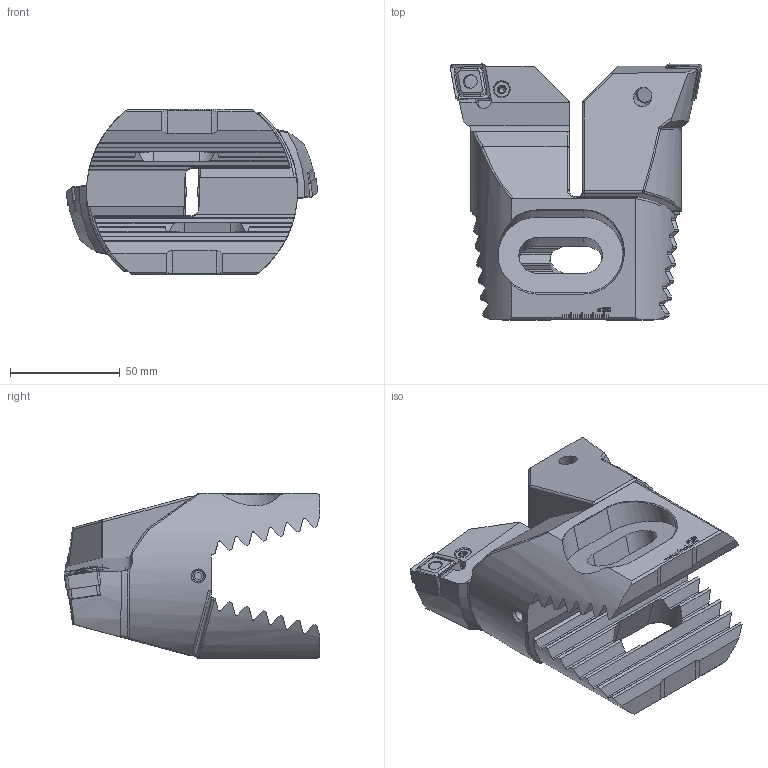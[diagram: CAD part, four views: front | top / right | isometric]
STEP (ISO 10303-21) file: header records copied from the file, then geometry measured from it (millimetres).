
FILE_DESCRIPTION (( 'STEP AP214' ), '1' );
FILE_NAME ('Z94.WCE.B11.067.STEP', '2020-08-14T11:33:09', ( '' ), ( '' ), 'SwSTEP 2.0', 'SolidWorks 2017', '' );
FILE_SCHEMA (( 'AUTOMOTIVE_DESIGN' ));
Length unit declared in the file: millimetre
Products named in the file (9): Z94-xxx.001.067_C_CN16; Z94.WCE.B11.067; WCE-ER1.101.000; Z72-ER3.001.030; WCE; CNMG160612; WCE-ER4.101.020_A; WCE-ER3.101.000_A; WCE-ER2.101.004_A
Assembly tree (14 placements, depth 3):
  Z94.WCE.B11.067
    Z94-xxx.001.067_C_CN16  x2
    WCE  x2
      WCE-ER4.101.020_A
      WCE-ER3.101.000_A
    WCE-ER1.101.000  x2
    WCE-ER2.101.004_A  x2
    CNMG160612  x2
    Z72-ER3.001.030  x2
Bounding box: 114.5 x 116.42 x 75.2 mm (x, y, z)
Volume: 352865.8 mm3; surface area: 70305.1 mm2
Topology: 14 solids, 14 shells, 864 faces, 2244 edges, 1414 vertices
Faces by surface type: plane 534, cylinder 124, bspline 112, cone 70, torus 14, sphere 10
Full cylindrical faces by diameter (mm): 2 x2, 3.55 x2, 4 x2, 5 x2, 6 x4, 6.35 x2, 6.4 x2, 7 x2, 7.9 x4, 8 x2, 8.05 x2, 8.4 x2
Entity records: 15759 total; most frequent: CARTESIAN_POINT 5682, ORIENTED_EDGE 2152, DIRECTION 1736, EDGE_CURVE 1076, VERTEX_POINT 698, LINE 672, VECTOR 672, AXIS2_PLACEMENT_3D 532
